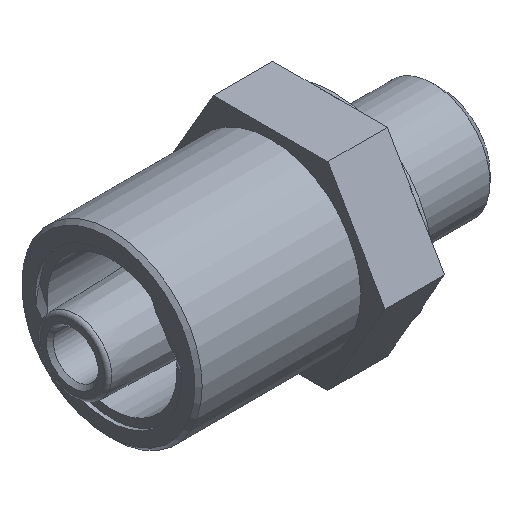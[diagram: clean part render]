
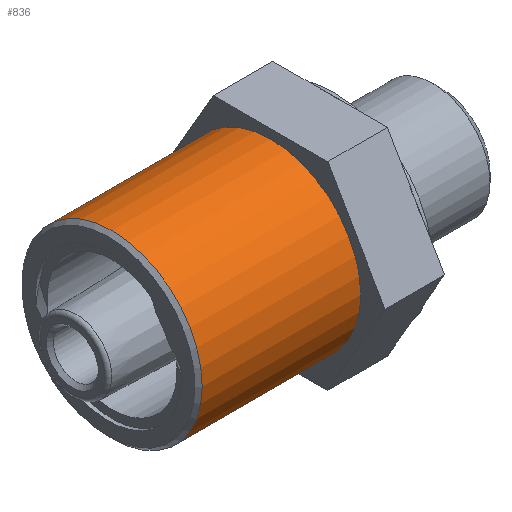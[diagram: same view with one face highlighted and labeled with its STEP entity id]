
A CAD part, isometric view. The second image highlights one B-rep face of the part: STEP entity #836.
In plain terms, the highlighted cylindrical face has radius 5 mm (diameter 10 mm), a full revolution.
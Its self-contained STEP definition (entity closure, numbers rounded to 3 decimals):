
#58=CYLINDRICAL_SURFACE('',#920,5.);
#98=CIRCLE('',#918,5.);
#100=CIRCLE('',#921,5.);
#231=ORIENTED_EDGE('',*,*,#328,.T.);
#232=ORIENTED_EDGE('',*,*,#326,.T.);
#326=EDGE_CURVE('',#384,#384,#98,.T.);
#328=EDGE_CURVE('',#386,#386,#100,.T.);
#384=VERTEX_POINT('',#1616);
#386=VERTEX_POINT('',#1621);
#492=EDGE_LOOP('',(#231));
#493=EDGE_LOOP('',(#232));
#560=FACE_BOUND('',#492,.T.);
#561=FACE_BOUND('',#493,.T.);
#836=ADVANCED_FACE('',(#560,#561),#58,.T.);
#918=AXIS2_PLACEMENT_3D('',#1615,#1086,#1087);
#920=AXIS2_PLACEMENT_3D('',#1619,#1090,#1091);
#921=AXIS2_PLACEMENT_3D('',#1620,#1092,#1093);
#1086=DIRECTION('',(-1.,0.,0.));
#1087=DIRECTION('',(0.,0.,1.));
#1090=DIRECTION('',(-1.,0.,0.));
#1091=DIRECTION('',(0.,0.,1.));
#1092=DIRECTION('',(1.,0.,0.));
#1093=DIRECTION('',(0.,0.,-1.));
#1615=CARTESIAN_POINT('',(0.,0.,0.));
#1616=CARTESIAN_POINT('',(0.,0.,5.));
#1619=CARTESIAN_POINT('',(0.,0.,0.));
#1620=CARTESIAN_POINT('',(-8.8,0.,0.));
#1621=CARTESIAN_POINT('',(-8.8,0.,-5.));
